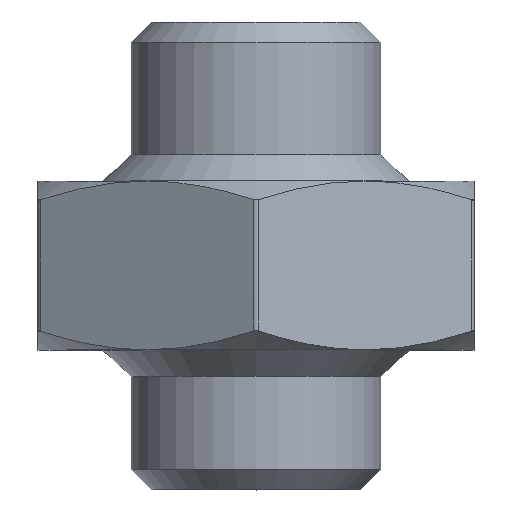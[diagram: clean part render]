
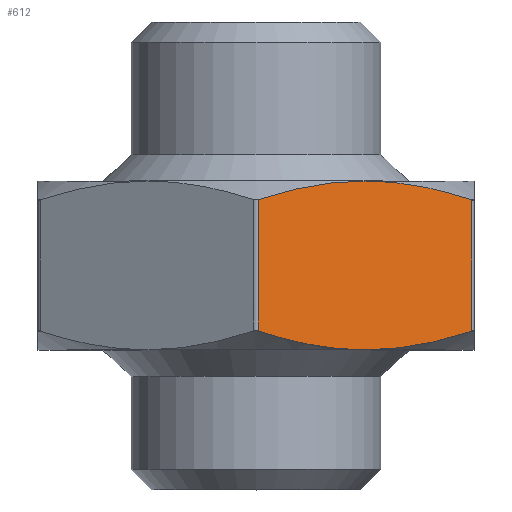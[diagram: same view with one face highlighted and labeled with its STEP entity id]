
A CAD part, top view. The second image highlights one B-rep face of the part: STEP entity #612.
In plain terms, the highlighted planar face has unit normal (0.5, 0, 0.866).
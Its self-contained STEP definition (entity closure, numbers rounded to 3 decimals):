
#42=PLANE('',#665);
#101=(
BOUNDED_CURVE()
B_SPLINE_CURVE(2,(#1108,#1109,#1110),.UNSPECIFIED.,.F.,.F.)
B_SPLINE_CURVE_WITH_KNOTS((3,3),(0.572,2.002),
 .UNSPECIFIED.)
CURVE()
GEOMETRIC_REPRESENTATION_ITEM()
RATIONAL_B_SPLINE_CURVE((1.03,1.052,1.))
REPRESENTATION_ITEM('')
);
#102=(
BOUNDED_CURVE()
B_SPLINE_CURVE(2,(#1112,#1113,#1114),.UNSPECIFIED.,.F.,.F.)
B_SPLINE_CURVE_WITH_KNOTS((3,3),(2.002,3.432),
 .UNSPECIFIED.)
CURVE()
GEOMETRIC_REPRESENTATION_ITEM()
RATIONAL_B_SPLINE_CURVE((1.,1.052,1.03))
REPRESENTATION_ITEM('')
);
#103=(
BOUNDED_CURVE()
B_SPLINE_CURVE(2,(#1118,#1119,#1120),.UNSPECIFIED.,.F.,.F.)
B_SPLINE_CURVE_WITH_KNOTS((3,3),(0.572,2.002),
 .UNSPECIFIED.)
CURVE()
GEOMETRIC_REPRESENTATION_ITEM()
RATIONAL_B_SPLINE_CURVE((1.03,1.052,1.))
REPRESENTATION_ITEM('')
);
#104=(
BOUNDED_CURVE()
B_SPLINE_CURVE(2,(#1121,#1122,#1123),.UNSPECIFIED.,.F.,.F.)
B_SPLINE_CURVE_WITH_KNOTS((3,3),(2.002,3.432),
 .UNSPECIFIED.)
CURVE()
GEOMETRIC_REPRESENTATION_ITEM()
RATIONAL_B_SPLINE_CURVE((1.,1.052,1.03))
REPRESENTATION_ITEM('')
);
#142=FACE_OUTER_BOUND('',#189,.T.);
#189=EDGE_LOOP('',(#477,#478,#479,#480,#481,#482));
#256=LINE('',#1095,#268);
#257=LINE('',#1116,#269);
#268=VECTOR('',#773,14.167);
#269=VECTOR('',#776,14.167);
#309=VERTEX_POINT('',#1083);
#310=VERTEX_POINT('',#1094);
#311=VERTEX_POINT('',#1107);
#312=VERTEX_POINT('',#1111);
#313=VERTEX_POINT('',#1115);
#314=VERTEX_POINT('',#1117);
#378=EDGE_CURVE('',#309,#310,#256,.T.);
#380=EDGE_CURVE('',#309,#311,#101,.T.);
#381=EDGE_CURVE('',#311,#312,#102,.T.);
#382=EDGE_CURVE('',#313,#312,#257,.T.);
#383=EDGE_CURVE('',#313,#314,#103,.T.);
#384=EDGE_CURVE('',#314,#310,#104,.T.);
#477=ORIENTED_EDGE('',*,*,#378,.F.);
#478=ORIENTED_EDGE('',*,*,#380,.T.);
#479=ORIENTED_EDGE('',*,*,#381,.T.);
#480=ORIENTED_EDGE('',*,*,#382,.F.);
#481=ORIENTED_EDGE('',*,*,#383,.T.);
#482=ORIENTED_EDGE('',*,*,#384,.T.);
#612=ADVANCED_FACE('',(#142),#42,.T.);
#665=AXIS2_PLACEMENT_3D('',#1106,#774,#775);
#773=DIRECTION('',(0.,1.,0.));
#774=DIRECTION('center_axis',(0.5,0.,0.866));
#775=DIRECTION('ref_axis',(0.866,0.,-0.5));
#776=DIRECTION('',(0.,-1.,0.));
#1083=CARTESIAN_POINT('',(0.25,-7.084,26.991));
#1094=CARTESIAN_POINT('',(0.25,7.084,26.991));
#1095=CARTESIAN_POINT('',(0.25,0.,26.991));
#1106=CARTESIAN_POINT('Origin',(0.,0.,27.135));
#1107=CARTESIAN_POINT('',(11.75,-9.1,20.352));
#1108=CARTESIAN_POINT('Ctrl Pts',(0.25,-7.084,26.991));
#1109=CARTESIAN_POINT('Ctrl Pts',(6.398,-9.1,23.442));
#1110=CARTESIAN_POINT('Ctrl Pts',(11.75,-9.1,20.352));
#1111=CARTESIAN_POINT('',(23.25,-7.084,13.712));
#1112=CARTESIAN_POINT('Ctrl Pts',(11.75,-9.1,20.352));
#1113=CARTESIAN_POINT('Ctrl Pts',(17.102,-9.1,17.261));
#1114=CARTESIAN_POINT('Ctrl Pts',(23.25,-7.084,13.712));
#1115=CARTESIAN_POINT('',(23.25,7.084,13.712));
#1116=CARTESIAN_POINT('',(23.25,0.,13.712));
#1117=CARTESIAN_POINT('',(11.75,9.1,20.352));
#1118=CARTESIAN_POINT('Ctrl Pts',(23.25,7.084,13.712));
#1119=CARTESIAN_POINT('Ctrl Pts',(17.102,9.1,17.261));
#1120=CARTESIAN_POINT('Ctrl Pts',(11.75,9.1,20.352));
#1121=CARTESIAN_POINT('Ctrl Pts',(11.75,9.1,20.352));
#1122=CARTESIAN_POINT('Ctrl Pts',(6.398,9.1,23.442));
#1123=CARTESIAN_POINT('Ctrl Pts',(0.25,7.084,26.991));
